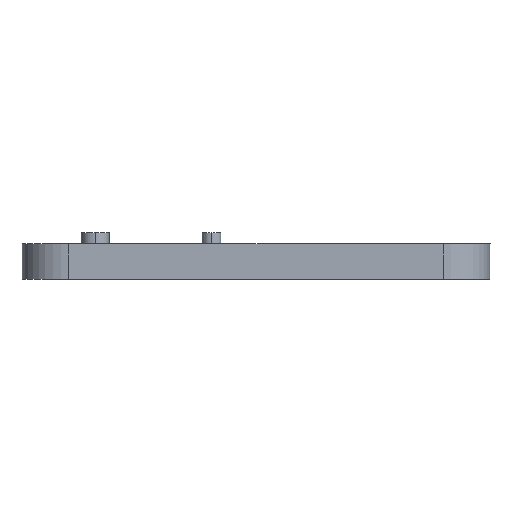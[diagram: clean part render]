
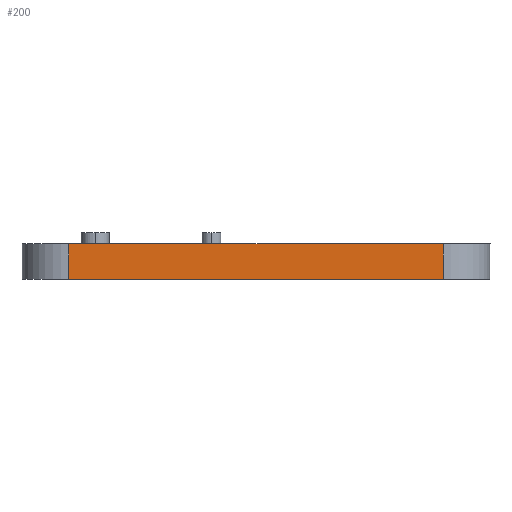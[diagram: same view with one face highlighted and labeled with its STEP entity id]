
A CAD part, left-side view. The second image highlights one B-rep face of the part: STEP entity #200.
In plain terms, the highlighted planar face has unit normal (-1, 0, 0).
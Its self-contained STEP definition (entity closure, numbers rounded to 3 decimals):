
#52 = CARTESIAN_POINT ( 'NONE',  ( -30., 20., 3.8 ) ) ;
#108 = VERTEX_POINT ( 'NONE', #1666 ) ;
#161 = EDGE_CURVE ( 'NONE', #1624, #408, #1272, .T. ) ;
#200 = ADVANCED_FACE ( 'NONE', ( #1946 ), #1386, .T. ) ;
#226 = AXIS2_PLACEMENT_3D ( 'NONE', #1645, #486, #1090 ) ;
#247 = CARTESIAN_POINT ( 'NONE',  ( -30., 20., 0. ) ) ;
#250 = ORIENTED_EDGE ( 'NONE', *, *, #161, .T. ) ;
#408 = VERTEX_POINT ( 'NONE', #247 ) ;
#448 = EDGE_CURVE ( 'NONE', #1323, #1624, #1013, .T. ) ;
#456 = LINE ( 'NONE', #1220, #1590 ) ;
#486 = DIRECTION ( 'NONE',  ( -1., 0., 0. ) ) ;
#523 = EDGE_CURVE ( 'NONE', #1323, #108, #1580, .T. ) ;
#771 = DIRECTION ( 'NONE',  ( 0., 0., -1. ) ) ;
#852 = EDGE_LOOP ( 'NONE', ( #1410, #1035, #1817, #250 ) ) ;
#968 = CARTESIAN_POINT ( 'NONE',  ( -30., -20., 0. ) ) ;
#1013 = LINE ( 'NONE', #52, #2320 ) ;
#1035 = ORIENTED_EDGE ( 'NONE', *, *, #523, .F. ) ;
#1058 = EDGE_CURVE ( 'NONE', #408, #108, #456, .T. ) ;
#1090 = DIRECTION ( 'NONE',  ( 0., 0., 1. ) ) ;
#1112 = VECTOR ( 'NONE', #771, 1000. ) ;
#1220 = CARTESIAN_POINT ( 'NONE',  ( -30., 0., 0. ) ) ;
#1272 = LINE ( 'NONE', #1346, #1112 ) ;
#1323 = VERTEX_POINT ( 'NONE', #1633 ) ;
#1346 = CARTESIAN_POINT ( 'NONE',  ( -30., 20., 0. ) ) ;
#1386 = PLANE ( 'NONE',  #226 ) ;
#1410 = ORIENTED_EDGE ( 'NONE', *, *, #1058, .T. ) ;
#1419 = DIRECTION ( 'NONE',  ( 0., -1., 0. ) ) ;
#1580 = LINE ( 'NONE', #968, #1598 ) ;
#1590 = VECTOR ( 'NONE', #1419, 1000. ) ;
#1598 = VECTOR ( 'NONE', #2365, 1000. ) ;
#1624 = VERTEX_POINT ( 'NONE', #2090 ) ;
#1633 = CARTESIAN_POINT ( 'NONE',  ( -30., -20., 3.8 ) ) ;
#1645 = CARTESIAN_POINT ( 'NONE',  ( -30., 20., 0. ) ) ;
#1666 = CARTESIAN_POINT ( 'NONE',  ( -30., -20., 0. ) ) ;
#1778 = DIRECTION ( 'NONE',  ( 0., 1., 0. ) ) ;
#1817 = ORIENTED_EDGE ( 'NONE', *, *, #448, .T. ) ;
#1946 = FACE_OUTER_BOUND ( 'NONE', #852, .T. ) ;
#2090 = CARTESIAN_POINT ( 'NONE',  ( -30., 20., 3.8 ) ) ;
#2320 = VECTOR ( 'NONE', #1778, 1000. ) ;
#2365 = DIRECTION ( 'NONE',  ( 0., 0., -1. ) ) ;
